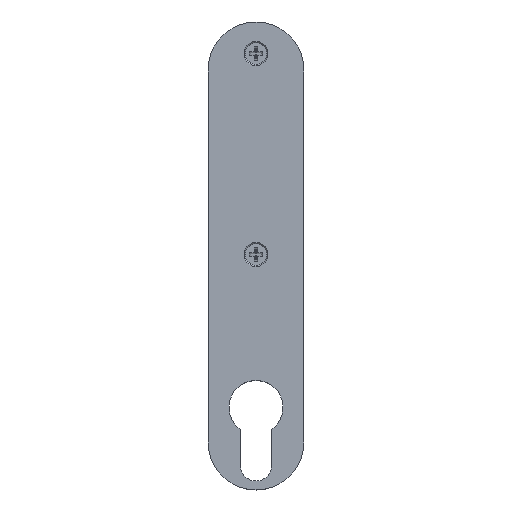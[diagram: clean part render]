
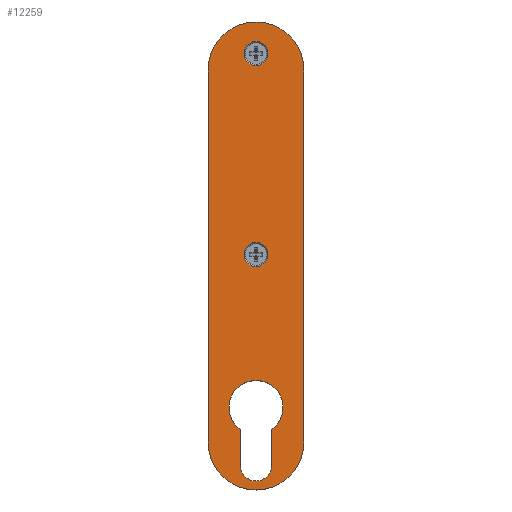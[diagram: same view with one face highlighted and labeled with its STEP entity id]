
A CAD part, top view. The second image highlights one B-rep face of the part: STEP entity #12259.
In plain terms, the highlighted planar face has unit normal (0, 0, 1).
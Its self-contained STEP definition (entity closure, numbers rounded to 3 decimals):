
#144 = LINE ( 'NONE', #13200, #5299 ) ;
#189 = ORIENTED_EDGE ( 'NONE', *, *, #6485, .T. ) ;
#262 = CARTESIAN_POINT ( 'NONE',  ( 0., 78., 6. ) ) ;
#296 = VERTEX_POINT ( 'NONE', #12320 ) ;
#703 = FACE_BOUND ( 'NONE', #13787, .T. ) ;
#989 = CIRCLE ( 'NONE', #12003, 16. ) ;
#1056 = DIRECTION ( 'NONE',  ( 1., 0., 0. ) ) ;
#1072 = VECTOR ( 'NONE', #10704, 1000. ) ;
#1096 = ORIENTED_EDGE ( 'NONE', *, *, #12542, .F. ) ;
#1172 = VERTEX_POINT ( 'NONE', #262 ) ;
#1458 = FACE_BOUND ( 'NONE', #3073, .T. ) ;
#1626 = CARTESIAN_POINT ( 'NONE',  ( -16., 62., 6. ) ) ;
#1784 = ORIENTED_EDGE ( 'NONE', *, *, #11199, .T. ) ;
#1802 = FACE_BOUND ( 'NONE', #5731, .T. ) ;
#2081 = AXIS2_PLACEMENT_3D ( 'NONE', #4147, #9805, #5263 ) ;
#2082 = DIRECTION ( 'NONE',  ( 0., -1., 0. ) ) ;
#2204 = CARTESIAN_POINT ( 'NONE',  ( 0., 0.5, 6. ) ) ;
#2473 = CIRCLE ( 'NONE', #9802, 16. ) ;
#2564 = DIRECTION ( 'NONE',  ( 1., 0., 0. ) ) ;
#2567 = AXIS2_PLACEMENT_3D ( 'NONE', #10934, #13134, #10857 ) ;
#2641 = CIRCLE ( 'NONE', #6344, 16. ) ;
#3070 = PLANE ( 'NONE',  #2081 ) ;
#3073 = EDGE_LOOP ( 'NONE', ( #1784 ) ) ;
#3182 = CARTESIAN_POINT ( 'NONE',  ( 16., -62., 6. ) ) ;
#3718 = EDGE_CURVE ( 'NONE', #6552, #6552, #3853, .T. ) ;
#3767 = AXIS2_PLACEMENT_3D ( 'NONE', #2204, #7889, #14515 ) ;
#3853 = CIRCLE ( 'NONE', #3767, 4. ) ;
#4123 = LINE ( 'NONE', #6420, #9454 ) ;
#4147 = CARTESIAN_POINT ( 'NONE',  ( 0., 0., 6. ) ) ;
#4319 = CARTESIAN_POINT ( 'NONE',  ( -5.25, -69.75, 6. ) ) ;
#4426 = DIRECTION ( 'NONE',  ( 0., 0., 1. ) ) ;
#4445 = CARTESIAN_POINT ( 'NONE',  ( -16., 78., 6. ) ) ;
#4509 = CARTESIAN_POINT ( 'NONE',  ( 5.25, -69.75, 6. ) ) ;
#4603 = EDGE_CURVE ( 'NONE', #9369, #14318, #10345, .T. ) ;
#4725 = EDGE_CURVE ( 'NONE', #10828, #10813, #8397, .T. ) ;
#5204 = EDGE_CURVE ( 'NONE', #12041, #9369, #4123, .T. ) ;
#5263 = DIRECTION ( 'NONE',  ( 1., 0., 0. ) ) ;
#5299 = VECTOR ( 'NONE', #10591, 1000. ) ;
#5611 = AXIS2_PLACEMENT_3D ( 'NONE', #12485, #9997, #5709 ) ;
#5636 = CARTESIAN_POINT ( 'NONE',  ( 0., 62., 6. ) ) ;
#5709 = DIRECTION ( 'NONE',  ( 1., 0., 0. ) ) ;
#5731 = EDGE_LOOP ( 'NONE', ( #10279 ) ) ;
#5879 = EDGE_LOOP ( 'NONE', ( #8006, #189, #9180, #7218, #14658, #13350 ) ) ;
#6340 = DIRECTION ( 'NONE',  ( 1., 0., 0. ) ) ;
#6344 = AXIS2_PLACEMENT_3D ( 'NONE', #14240, #7515, #8405 ) ;
#6420 = CARTESIAN_POINT ( 'NONE',  ( -5.25, -69.75, 6. ) ) ;
#6485 = EDGE_CURVE ( 'NONE', #9286, #13656, #989, .T. ) ;
#6552 = VERTEX_POINT ( 'NONE', #10075 ) ;
#6803 = AXIS2_PLACEMENT_3D ( 'NONE', #9697, #12271, #6340 ) ;
#6988 = VECTOR ( 'NONE', #2082, 1000. ) ;
#7218 = ORIENTED_EDGE ( 'NONE', *, *, #7529, .T. ) ;
#7368 = EDGE_CURVE ( 'NONE', #1172, #10828, #2641, .T. ) ;
#7390 = AXIS2_PLACEMENT_3D ( 'NONE', #5636, #4426, #1056 ) ;
#7420 = CIRCLE ( 'NONE', #2567, 9. ) ;
#7424 = CIRCLE ( 'NONE', #7390, 16. ) ;
#7463 = DIRECTION ( 'NONE',  ( 0., -1., 0. ) ) ;
#7515 = DIRECTION ( 'NONE',  ( 0., 0., 1. ) ) ;
#7529 = EDGE_CURVE ( 'NONE', #296, #1172, #7424, .T. ) ;
#7602 = DIRECTION ( 'NONE',  ( 1., 0., 0. ) ) ;
#7815 = CARTESIAN_POINT ( 'NONE',  ( 5.25, -57.81, 6. ) ) ;
#7824 = ORIENTED_EDGE ( 'NONE', *, *, #10915, .F. ) ;
#7889 = DIRECTION ( 'NONE',  ( 0., 0., -1. ) ) ;
#8006 = ORIENTED_EDGE ( 'NONE', *, *, #13273, .T. ) ;
#8187 = CIRCLE ( 'NONE', #5611, 4. ) ;
#8397 = LINE ( 'NONE', #4445, #6988 ) ;
#8405 = DIRECTION ( 'NONE',  ( 1., 0., 0. ) ) ;
#8671 = LINE ( 'NONE', #14007, #1072 ) ;
#8881 = VERTEX_POINT ( 'NONE', #7815 ) ;
#9180 = ORIENTED_EDGE ( 'NONE', *, *, #14141, .T. ) ;
#9286 = VERTEX_POINT ( 'NONE', #10689 ) ;
#9343 = CARTESIAN_POINT ( 'NONE',  ( 0., -62., 6. ) ) ;
#9369 = VERTEX_POINT ( 'NONE', #4319 ) ;
#9454 = VECTOR ( 'NONE', #7463, 1000. ) ;
#9591 = ORIENTED_EDGE ( 'NONE', *, *, #5204, .F. ) ;
#9697 = CARTESIAN_POINT ( 'NONE',  ( 0., -69.75, 6. ) ) ;
#9802 = AXIS2_PLACEMENT_3D ( 'NONE', #9343, #11625, #2564 ) ;
#9805 = DIRECTION ( 'NONE',  ( 0., 0., 1. ) ) ;
#9997 = DIRECTION ( 'NONE',  ( 0., 0., -1. ) ) ;
#10075 = CARTESIAN_POINT ( 'NONE',  ( 4., 0.5, 6. ) ) ;
#10279 = ORIENTED_EDGE ( 'NONE', *, *, #3718, .T. ) ;
#10281 = FACE_OUTER_BOUND ( 'NONE', #5879, .T. ) ;
#10345 = CIRCLE ( 'NONE', #6803, 5.25 ) ;
#10480 = CARTESIAN_POINT ( 'NONE',  ( -5.25, -57.81, 6. ) ) ;
#10591 = DIRECTION ( 'NONE',  ( 0., 1., 0. ) ) ;
#10689 = CARTESIAN_POINT ( 'NONE',  ( 0., -78., 6. ) ) ;
#10704 = DIRECTION ( 'NONE',  ( 0., 1., 0. ) ) ;
#10813 = VERTEX_POINT ( 'NONE', #12893 ) ;
#10828 = VERTEX_POINT ( 'NONE', #1626 ) ;
#10857 = DIRECTION ( 'NONE',  ( 1., 0., 0. ) ) ;
#10915 = EDGE_CURVE ( 'NONE', #8881, #12041, #7420, .T. ) ;
#10934 = CARTESIAN_POINT ( 'NONE',  ( 0., -50.5, 6. ) ) ;
#11199 = EDGE_CURVE ( 'NONE', #13810, #13810, #8187, .T. ) ;
#11625 = DIRECTION ( 'NONE',  ( 0., 0., 1. ) ) ;
#11999 = DIRECTION ( 'NONE',  ( 0., 0., 1. ) ) ;
#12003 = AXIS2_PLACEMENT_3D ( 'NONE', #13146, #11999, #7602 ) ;
#12041 = VERTEX_POINT ( 'NONE', #10480 ) ;
#12259 = ADVANCED_FACE ( 'NONE', ( #1458, #1802, #703, #10281 ), #3070, .T. ) ;
#12271 = DIRECTION ( 'NONE',  ( 0., 0., 1. ) ) ;
#12320 = CARTESIAN_POINT ( 'NONE',  ( 16., 62., 6. ) ) ;
#12485 = CARTESIAN_POINT ( 'NONE',  ( 0., 67.5, 6. ) ) ;
#12542 = EDGE_CURVE ( 'NONE', #14318, #8881, #8671, .T. ) ;
#12893 = CARTESIAN_POINT ( 'NONE',  ( -16., -62., 6. ) ) ;
#13134 = DIRECTION ( 'NONE',  ( 0., 0., 1. ) ) ;
#13146 = CARTESIAN_POINT ( 'NONE',  ( 0., -62., 6. ) ) ;
#13200 = CARTESIAN_POINT ( 'NONE',  ( 16., 78., 6. ) ) ;
#13273 = EDGE_CURVE ( 'NONE', #10813, #9286, #2473, .T. ) ;
#13350 = ORIENTED_EDGE ( 'NONE', *, *, #4725, .T. ) ;
#13549 = CARTESIAN_POINT ( 'NONE',  ( 4., 67.5, 6. ) ) ;
#13656 = VERTEX_POINT ( 'NONE', #3182 ) ;
#13787 = EDGE_LOOP ( 'NONE', ( #9591, #7824, #1096, #14002 ) ) ;
#13810 = VERTEX_POINT ( 'NONE', #13549 ) ;
#14002 = ORIENTED_EDGE ( 'NONE', *, *, #4603, .F. ) ;
#14007 = CARTESIAN_POINT ( 'NONE',  ( 5.25, -57.81, 6. ) ) ;
#14141 = EDGE_CURVE ( 'NONE', #13656, #296, #144, .T. ) ;
#14240 = CARTESIAN_POINT ( 'NONE',  ( 0., 62., 6. ) ) ;
#14318 = VERTEX_POINT ( 'NONE', #4509 ) ;
#14515 = DIRECTION ( 'NONE',  ( 1., 0., 0. ) ) ;
#14658 = ORIENTED_EDGE ( 'NONE', *, *, #7368, .T. ) ;
